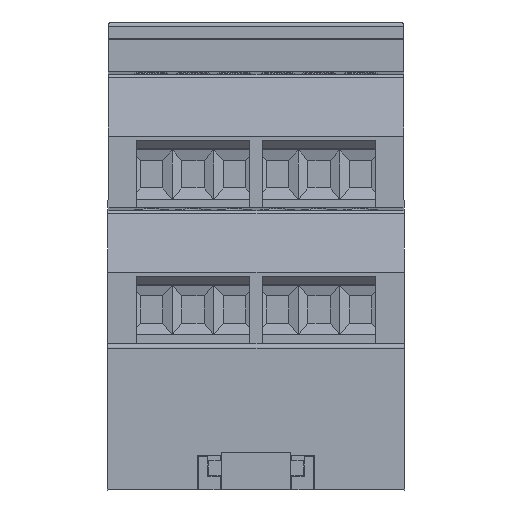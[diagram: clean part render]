
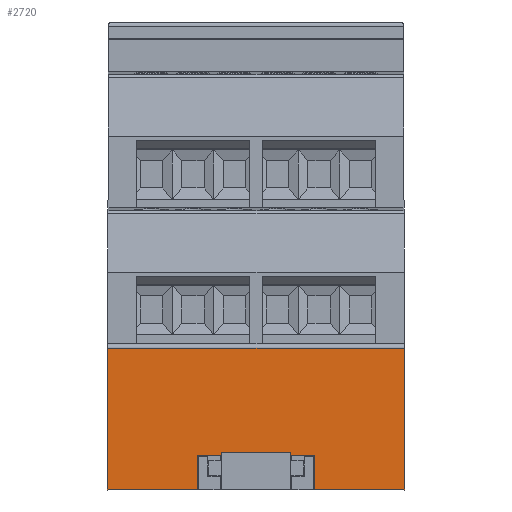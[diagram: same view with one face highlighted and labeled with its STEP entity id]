
A CAD part, front view. The second image highlights one B-rep face of the part: STEP entity #2720.
In plain terms, the highlighted planar face has unit normal (0, -1, 0).
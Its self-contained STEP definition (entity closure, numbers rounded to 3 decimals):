
#2720 = ADVANCED_FACE( '', ( #6737 ), #6738, .T. );
#6737 = FACE_OUTER_BOUND( '', #12194, .T. );
#6738 = PLANE( '', #12195 );
#12194 = EDGE_LOOP( '', ( #20708, #20709, #20710, #20711, #20712, #20713, #20714, #20715 ) );
#12195 = AXIS2_PLACEMENT_3D( '', #20716, #20717, #20718 );
#20708 = ORIENTED_EDGE( '', *, *, #34763, .T. );
#20709 = ORIENTED_EDGE( '', *, *, #34764, .T. );
#20710 = ORIENTED_EDGE( '', *, *, #34329, .T. );
#20711 = ORIENTED_EDGE( '', *, *, #34765, .F. );
#20712 = ORIENTED_EDGE( '', *, *, #34766, .F. );
#20713 = ORIENTED_EDGE( '', *, *, #34474, .T. );
#20714 = ORIENTED_EDGE( '', *, *, #34346, .F. );
#20715 = ORIENTED_EDGE( '', *, *, #34767, .F. );
#20716 = CARTESIAN_POINT( '', ( -175.487, -104.592, -153. ) );
#20717 = DIRECTION( '', ( 0., -1., 0. ) );
#20718 = DIRECTION( '', ( -1., 0., 0. ) );
#34329 = EDGE_CURVE( '', #42245, #42243, #42246, .T. );
#34346 = EDGE_CURVE( '', #42274, #42276, #42277, .T. );
#34474 = EDGE_CURVE( '', #42480, #42276, #42482, .T. );
#34763 = EDGE_CURVE( '', #42933, #42934, #42935, .T. );
#34764 = EDGE_CURVE( '', #42934, #42245, #42936, .T. );
#34765 = EDGE_CURVE( '', #42937, #42243, #42938, .T. );
#34766 = EDGE_CURVE( '', #42480, #42937, #42939, .T. );
#34767 = EDGE_CURVE( '', #42933, #42274, #42940, .T. );
#42243 = VERTEX_POINT( '', #53285 );
#42245 = VERTEX_POINT( '', #53288 );
#42246 = LINE( '', #53289, #53290 );
#42274 = VERTEX_POINT( '', #53333 );
#42276 = VERTEX_POINT( '', #53336 );
#42277 = LINE( '', #53337, #53338 );
#42480 = VERTEX_POINT( '', #53664 );
#42482 = LINE( '', #53667, #53668 );
#42933 = VERTEX_POINT( '', #54335 );
#42934 = VERTEX_POINT( '', #54336 );
#42935 = LINE( '', #54337, #54338 );
#42936 = LINE( '', #54339, #54340 );
#42937 = VERTEX_POINT( '', #54341 );
#42938 = LINE( '', #54342, #54343 );
#42939 = LINE( '', #54344, #54345 );
#42940 = LINE( '', #54346, #54347 );
#53285 = CARTESIAN_POINT( '', ( -182.537, -104.592, -153. ) );
#53288 = CARTESIAN_POINT( '', ( -193.387, -104.592, -153. ) );
#53289 = CARTESIAN_POINT( '', ( -192.987, -104.592, -153. ) );
#53290 = VECTOR( '', #63106, 1000. );
#53333 = CARTESIAN_POINT( '', ( -157.587, -104.592, -153. ) );
#53336 = CARTESIAN_POINT( '', ( -168.437, -104.592, -153. ) );
#53337 = CARTESIAN_POINT( '', ( -157.987, -104.592, -153. ) );
#53338 = VECTOR( '', #63123, 1000. );
#53664 = CARTESIAN_POINT( '', ( -168.437, -104.592, -148.8 ) );
#53667 = CARTESIAN_POINT( '', ( -168.437, -104.592, -148.8 ) );
#53668 = VECTOR( '', #63239, 1000. );
#54335 = CARTESIAN_POINT( '', ( -157.618, -104.592, -135.9 ) );
#54336 = CARTESIAN_POINT( '', ( -193.355, -104.592, -135.9 ) );
#54337 = CARTESIAN_POINT( '', ( -175.487, -104.592, -135.9 ) );
#54338 = VECTOR( '', #63494, 1000. );
#54339 = CARTESIAN_POINT( '', ( -193.386, -104.592, -152.967 ) );
#54340 = VECTOR( '', #63495, 1000. );
#54341 = CARTESIAN_POINT( '', ( -182.537, -104.592, -148.8 ) );
#54342 = CARTESIAN_POINT( '', ( -182.537, -104.592, -148.8 ) );
#54343 = VECTOR( '', #63496, 1000. );
#54344 = CARTESIAN_POINT( '', ( -175.487, -104.592, -148.8 ) );
#54345 = VECTOR( '', #63497, 1000. );
#54346 = CARTESIAN_POINT( '', ( -157.587, -104.592, -152.967 ) );
#54347 = VECTOR( '', #63498, 1000. );
#63106 = DIRECTION( '', ( 1., 0., 0. ) );
#63123 = DIRECTION( '', ( -1., 0., 0. ) );
#63239 = DIRECTION( '', ( 0., 0., -1. ) );
#63494 = DIRECTION( '', ( -1., 0., 0. ) );
#63495 = DIRECTION( '', ( -0.002, 0., -1. ) );
#63496 = DIRECTION( '', ( 0., 0., -1. ) );
#63497 = DIRECTION( '', ( -1., 0., 0. ) );
#63498 = DIRECTION( '', ( 0.002, 0., -1. ) );
